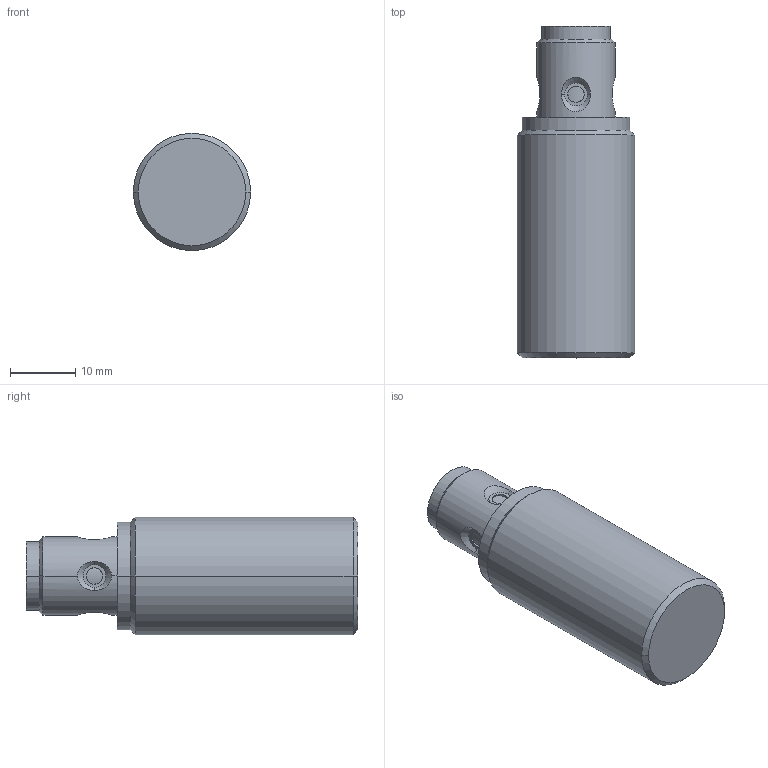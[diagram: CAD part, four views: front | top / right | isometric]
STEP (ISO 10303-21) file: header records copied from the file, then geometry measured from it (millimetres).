
FILE_DESCRIPTION((''),'2;1');
FILE_NAME('DM_CAD-2599_SW0001','2017-06-06T',('creinig-se'),(''),'PRO/ENGINEER BY PARAMETRIC TECHNOLOGY CORPORATION, 2015440','PRO/ENGINEER BY PARAMETRIC TECHNOLOGY CORPORATION, 2015440','');
FILE_SCHEMA(('CONFIG_CONTROL_DESIGN'));
Length unit declared in the file: millimetre
Products named in the file (1): DM_CAD-2599_SW0001
Bounding box: 18 x 51 x 18 mm (x, y, z)
Volume: 10249.5 mm3; surface area: 3449.8 mm2
Topology: 1 solids, 1 shells, 66 faces, 197 edges, 190 vertices
Faces by surface type: cylinder 31, cone 14, plane 13, sphere 8
Entity records: 3163 total; most frequent: CARTESIAN_POINT 659, DIRECTION 387, ORIENTED_EDGE 276, AXIS2_PLACEMENT_3D 151, EDGE_CURVE 138, PRESENTATION_STYLE_ASSIGNMENT 118, STYLED_ITEM 118, FILL_AREA_STYLE_COLOUR 93
